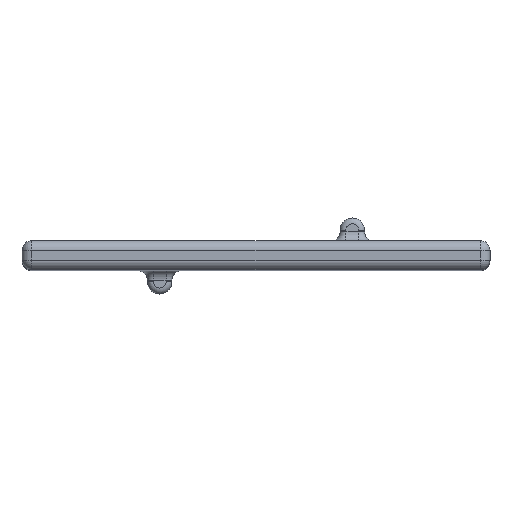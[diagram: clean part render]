
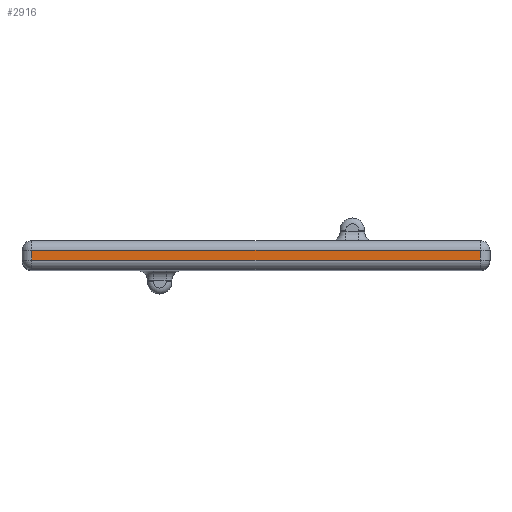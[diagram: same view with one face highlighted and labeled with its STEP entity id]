
A CAD part, top view. The second image highlights one B-rep face of the part: STEP entity #2916.
In plain terms, the highlighted planar face has unit normal (0, 0, 1).
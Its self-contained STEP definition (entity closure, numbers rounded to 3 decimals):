
#755 = CYLINDRICAL_SURFACE('',#756,0.5);
#756 = AXIS2_PLACEMENT_3D('',#757,#758,#759);
#757 = CARTESIAN_POINT('',(-12.,0.25,31.28));
#758 = DIRECTION('',(1.,0.,0.));
#759 = DIRECTION('',(0.,1.,0.));
#1122 = CYLINDRICAL_SURFACE('',#1123,0.5);
#1123 = AXIS2_PLACEMENT_3D('',#1124,#1125,#1126);
#1124 = CARTESIAN_POINT('',(-12.,-0.25,31.28));
#1125 = DIRECTION('',(1.,0.,0.));
#1126 = DIRECTION('',(0.,0.,1.));
#1934 = VERTEX_POINT('',#1935);
#1935 = CARTESIAN_POINT('',(-11.5,0.25,31.78));
#1962 = EDGE_CURVE('',#1934,#1963,#1965,.T.);
#1963 = VERTEX_POINT('',#1964);
#1964 = CARTESIAN_POINT('',(11.5,0.25,31.78));
#1965 = SURFACE_CURVE('',#1966,(#1970,#1977),.PCURVE_S1.);
#1966 = LINE('',#1967,#1968);
#1967 = CARTESIAN_POINT('',(-12.,0.25,31.78));
#1968 = VECTOR('',#1969,1.);
#1969 = DIRECTION('',(1.,0.,0.));
#1970 = PCURVE('',#755,#1971);
#1971 = DEFINITIONAL_REPRESENTATION('',(#1972),#1976);
#1972 = LINE('',#1973,#1974);
#1973 = CARTESIAN_POINT('',(1.571,0.));
#1974 = VECTOR('',#1975,1.);
#1975 = DIRECTION('',(0.,1.));
#1976 = ( GEOMETRIC_REPRESENTATION_CONTEXT(2) 
PARAMETRIC_REPRESENTATION_CONTEXT() REPRESENTATION_CONTEXT('2D SPACE',''
  ) );
#1977 = PCURVE('',#1978,#1983);
#1978 = PLANE('',#1979);
#1979 = AXIS2_PLACEMENT_3D('',#1980,#1981,#1982);
#1980 = CARTESIAN_POINT('',(-12.,0.75,31.78));
#1981 = DIRECTION('',(0.,0.,1.));
#1982 = DIRECTION('',(1.,0.,0.));
#1983 = DEFINITIONAL_REPRESENTATION('',(#1984),#1988);
#1984 = LINE('',#1985,#1986);
#1985 = CARTESIAN_POINT('',(0.,-0.5));
#1986 = VECTOR('',#1987,1.);
#1987 = DIRECTION('',(1.,0.));
#1988 = ( GEOMETRIC_REPRESENTATION_CONTEXT(2) 
PARAMETRIC_REPRESENTATION_CONTEXT() REPRESENTATION_CONTEXT('2D SPACE',''
  ) );
#2208 = CYLINDRICAL_SURFACE('',#2209,0.5);
#2209 = AXIS2_PLACEMENT_3D('',#2210,#2211,#2212);
#2210 = CARTESIAN_POINT('',(11.5,0.75,31.28));
#2211 = DIRECTION('',(0.,-1.,0.));
#2212 = DIRECTION('',(1.,0.,0.));
#2277 = VERTEX_POINT('',#2278);
#2278 = CARTESIAN_POINT('',(-11.5,-0.25,31.78));
#2305 = VERTEX_POINT('',#2306);
#2306 = CARTESIAN_POINT('',(11.5,-0.25,31.78));
#2326 = EDGE_CURVE('',#2277,#2305,#2327,.T.);
#2327 = SURFACE_CURVE('',#2328,(#2332,#2339),.PCURVE_S1.);
#2328 = LINE('',#2329,#2330);
#2329 = CARTESIAN_POINT('',(-12.,-0.25,31.78));
#2330 = VECTOR('',#2331,1.);
#2331 = DIRECTION('',(1.,0.,0.));
#2332 = PCURVE('',#1122,#2333);
#2333 = DEFINITIONAL_REPRESENTATION('',(#2334),#2338);
#2334 = LINE('',#2335,#2336);
#2335 = CARTESIAN_POINT('',(0.,0.));
#2336 = VECTOR('',#2337,1.);
#2337 = DIRECTION('',(0.,1.));
#2338 = ( GEOMETRIC_REPRESENTATION_CONTEXT(2) 
PARAMETRIC_REPRESENTATION_CONTEXT() REPRESENTATION_CONTEXT('2D SPACE',''
  ) );
#2339 = PCURVE('',#1978,#2340);
#2340 = DEFINITIONAL_REPRESENTATION('',(#2341),#2345);
#2341 = LINE('',#2342,#2343);
#2342 = CARTESIAN_POINT('',(0.,-1.));
#2343 = VECTOR('',#2344,1.);
#2344 = DIRECTION('',(1.,0.));
#2345 = ( GEOMETRIC_REPRESENTATION_CONTEXT(2) 
PARAMETRIC_REPRESENTATION_CONTEXT() REPRESENTATION_CONTEXT('2D SPACE',''
  ) );
#2797 = CYLINDRICAL_SURFACE('',#2798,0.5);
#2798 = AXIS2_PLACEMENT_3D('',#2799,#2800,#2801);
#2799 = CARTESIAN_POINT('',(-11.5,0.75,31.28));
#2800 = DIRECTION('',(0.,-1.,0.));
#2801 = DIRECTION('',(0.,0.,1.));
#2916 = ADVANCED_FACE('',(#2917),#1978,.T.);
#2917 = FACE_BOUND('',#2918,.T.);
#2918 = EDGE_LOOP('',(#2919,#2920,#2941,#2942));
#2919 = ORIENTED_EDGE('',*,*,#1962,.F.);
#2920 = ORIENTED_EDGE('',*,*,#2921,.T.);
#2921 = EDGE_CURVE('',#1934,#2277,#2922,.T.);
#2922 = SURFACE_CURVE('',#2923,(#2927,#2934),.PCURVE_S1.);
#2923 = LINE('',#2924,#2925);
#2924 = CARTESIAN_POINT('',(-11.5,0.75,31.78));
#2925 = VECTOR('',#2926,1.);
#2926 = DIRECTION('',(0.,-1.,0.));
#2927 = PCURVE('',#1978,#2928);
#2928 = DEFINITIONAL_REPRESENTATION('',(#2929),#2933);
#2929 = LINE('',#2930,#2931);
#2930 = CARTESIAN_POINT('',(0.5,0.));
#2931 = VECTOR('',#2932,1.);
#2932 = DIRECTION('',(0.,-1.));
#2933 = ( GEOMETRIC_REPRESENTATION_CONTEXT(2) 
PARAMETRIC_REPRESENTATION_CONTEXT() REPRESENTATION_CONTEXT('2D SPACE',''
  ) );
#2934 = PCURVE('',#2797,#2935);
#2935 = DEFINITIONAL_REPRESENTATION('',(#2936),#2940);
#2936 = LINE('',#2937,#2938);
#2937 = CARTESIAN_POINT('',(0.,0.));
#2938 = VECTOR('',#2939,1.);
#2939 = DIRECTION('',(0.,1.));
#2940 = ( GEOMETRIC_REPRESENTATION_CONTEXT(2) 
PARAMETRIC_REPRESENTATION_CONTEXT() REPRESENTATION_CONTEXT('2D SPACE',''
  ) );
#2941 = ORIENTED_EDGE('',*,*,#2326,.T.);
#2942 = ORIENTED_EDGE('',*,*,#2943,.F.);
#2943 = EDGE_CURVE('',#1963,#2305,#2944,.T.);
#2944 = SURFACE_CURVE('',#2945,(#2949,#2956),.PCURVE_S1.);
#2945 = LINE('',#2946,#2947);
#2946 = CARTESIAN_POINT('',(11.5,0.75,31.78));
#2947 = VECTOR('',#2948,1.);
#2948 = DIRECTION('',(0.,-1.,0.));
#2949 = PCURVE('',#1978,#2950);
#2950 = DEFINITIONAL_REPRESENTATION('',(#2951),#2955);
#2951 = LINE('',#2952,#2953);
#2952 = CARTESIAN_POINT('',(23.5,0.));
#2953 = VECTOR('',#2954,1.);
#2954 = DIRECTION('',(0.,-1.));
#2955 = ( GEOMETRIC_REPRESENTATION_CONTEXT(2) 
PARAMETRIC_REPRESENTATION_CONTEXT() REPRESENTATION_CONTEXT('2D SPACE',''
  ) );
#2956 = PCURVE('',#2208,#2957);
#2957 = DEFINITIONAL_REPRESENTATION('',(#2958),#2962);
#2958 = LINE('',#2959,#2960);
#2959 = CARTESIAN_POINT('',(1.571,0.));
#2960 = VECTOR('',#2961,1.);
#2961 = DIRECTION('',(0.,1.));
#2962 = ( GEOMETRIC_REPRESENTATION_CONTEXT(2) 
PARAMETRIC_REPRESENTATION_CONTEXT() REPRESENTATION_CONTEXT('2D SPACE',''
  ) );
